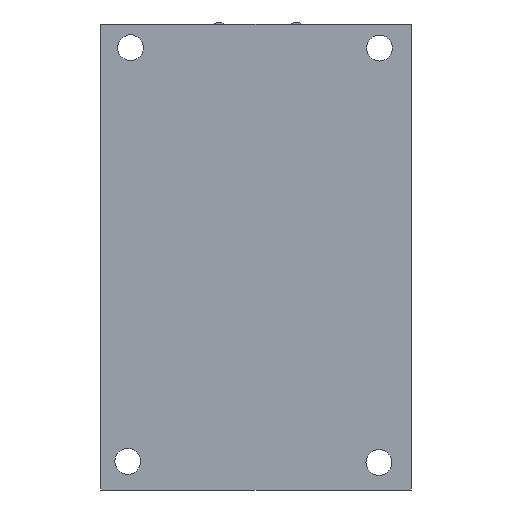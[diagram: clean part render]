
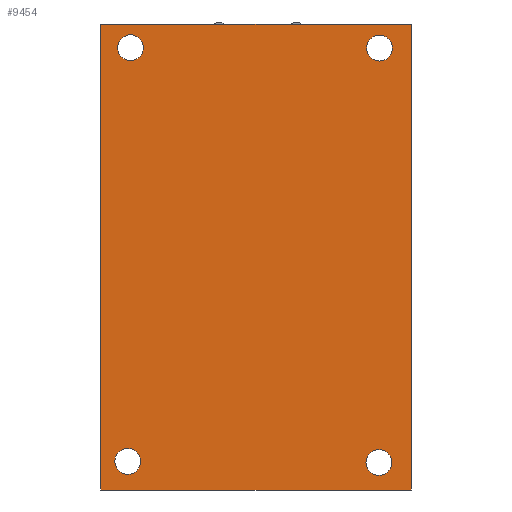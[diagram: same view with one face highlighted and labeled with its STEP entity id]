
A CAD part, front view. The second image highlights one B-rep face of the part: STEP entity #9454.
In plain terms, the highlighted planar face has unit normal (0, -1, 0).
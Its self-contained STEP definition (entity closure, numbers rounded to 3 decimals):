
#628=FACE_BOUND('',#1985,.T.);
#629=FACE_BOUND('',#1986,.T.);
#630=FACE_BOUND('',#1987,.T.);
#631=FACE_BOUND('',#1988,.T.);
#912=PLANE('',#10174);
#1438=FACE_OUTER_BOUND('',#1984,.T.);
#1984=EDGE_LOOP('',(#8665,#8666,#8667,#8668));
#1985=EDGE_LOOP('',(#8669));
#1986=EDGE_LOOP('',(#8670));
#1987=EDGE_LOOP('',(#8671));
#1988=EDGE_LOOP('',(#8672));
#2821=LINE('',#18531,#3656);
#2822=LINE('',#18533,#3657);
#2823=LINE('',#18535,#3658);
#2824=LINE('',#18536,#3659);
#3656=VECTOR('',#12224,10.);
#3657=VECTOR('',#12225,10.);
#3658=VECTOR('',#12226,10.);
#3659=VECTOR('',#12227,10.);
#3823=CIRCLE('',#10175,0.5);
#3824=CIRCLE('',#10176,0.5);
#3825=CIRCLE('',#10177,0.5);
#3826=CIRCLE('',#10178,0.5);
#4674=VERTEX_POINT('',#18529);
#4675=VERTEX_POINT('',#18530);
#4676=VERTEX_POINT('',#18532);
#4677=VERTEX_POINT('',#18534);
#4678=VERTEX_POINT('',#18537);
#4679=VERTEX_POINT('',#18539);
#4680=VERTEX_POINT('',#18541);
#4681=VERTEX_POINT('',#18543);
#6007=EDGE_CURVE('',#4674,#4675,#2821,.T.);
#6008=EDGE_CURVE('',#4676,#4674,#2822,.T.);
#6009=EDGE_CURVE('',#4677,#4676,#2823,.T.);
#6010=EDGE_CURVE('',#4675,#4677,#2824,.T.);
#6011=EDGE_CURVE('',#4678,#4678,#3823,.T.);
#6012=EDGE_CURVE('',#4679,#4679,#3824,.T.);
#6013=EDGE_CURVE('',#4680,#4680,#3825,.T.);
#6014=EDGE_CURVE('',#4681,#4681,#3826,.T.);
#8665=ORIENTED_EDGE('',*,*,#6007,.F.);
#8666=ORIENTED_EDGE('',*,*,#6008,.F.);
#8667=ORIENTED_EDGE('',*,*,#6009,.F.);
#8668=ORIENTED_EDGE('',*,*,#6010,.F.);
#8669=ORIENTED_EDGE('',*,*,#6011,.F.);
#8670=ORIENTED_EDGE('',*,*,#6012,.F.);
#8671=ORIENTED_EDGE('',*,*,#6013,.F.);
#8672=ORIENTED_EDGE('',*,*,#6014,.F.);
#9454=ADVANCED_FACE('',(#1438,#628,#629,#630,#631),#912,.F.);
#10174=AXIS2_PLACEMENT_3D('',#18528,#12222,#12223);
#10175=AXIS2_PLACEMENT_3D('',#18538,#12228,#12229);
#10176=AXIS2_PLACEMENT_3D('',#18540,#12230,#12231);
#10177=AXIS2_PLACEMENT_3D('',#18542,#12232,#12233);
#10178=AXIS2_PLACEMENT_3D('',#18544,#12234,#12235);
#12222=DIRECTION('center_axis',(0.,1.,0.));
#12223=DIRECTION('ref_axis',(0.,0.,1.));
#12224=DIRECTION('',(1.,0.,0.));
#12225=DIRECTION('',(0.,0.,1.));
#12226=DIRECTION('',(-1.,0.,0.));
#12227=DIRECTION('',(0.,0.,-1.));
#12228=DIRECTION('center_axis',(0.,-1.,0.));
#12229=DIRECTION('ref_axis',(0.,0.,1.));
#12230=DIRECTION('center_axis',(0.,-1.,0.));
#12231=DIRECTION('ref_axis',(0.,0.,1.));
#12232=DIRECTION('center_axis',(0.,-1.,0.));
#12233=DIRECTION('ref_axis',(0.,0.,1.));
#12234=DIRECTION('center_axis',(0.,-1.,0.));
#12235=DIRECTION('ref_axis',(0.,0.,1.));
#18528=CARTESIAN_POINT('Origin',(6.,0.3,9.));
#18529=CARTESIAN_POINT('',(0.,0.3,18.));
#18530=CARTESIAN_POINT('',(12.,0.3,18.));
#18531=CARTESIAN_POINT('',(6.,0.3,18.));
#18532=CARTESIAN_POINT('',(0.,0.3,0.));
#18533=CARTESIAN_POINT('',(0.,0.3,9.));
#18534=CARTESIAN_POINT('',(12.,0.3,0.));
#18535=CARTESIAN_POINT('',(6.,0.3,0.));
#18536=CARTESIAN_POINT('',(12.,0.3,9.));
#18537=CARTESIAN_POINT('',(10.776,0.3,16.583));
#18538=CARTESIAN_POINT('Origin',(10.776,0.3,17.083));
#18539=CARTESIAN_POINT('',(1.148,0.3,16.598));
#18540=CARTESIAN_POINT('Origin',(1.148,0.3,17.098));
#18541=CARTESIAN_POINT('',(10.751,0.3,0.564));
#18542=CARTESIAN_POINT('Origin',(10.751,0.3,1.064));
#18543=CARTESIAN_POINT('',(1.042,0.3,0.605));
#18544=CARTESIAN_POINT('Origin',(1.042,0.3,1.105));
